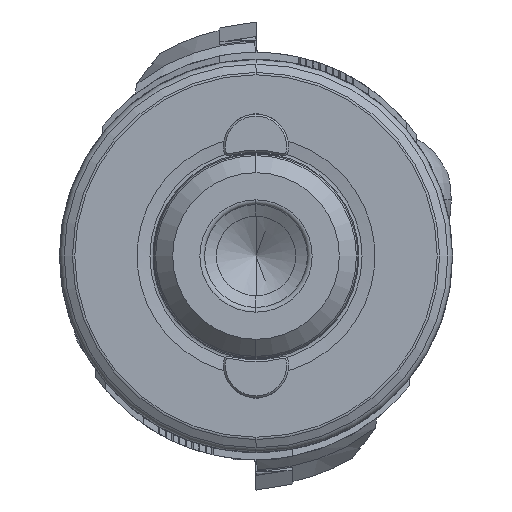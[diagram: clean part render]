
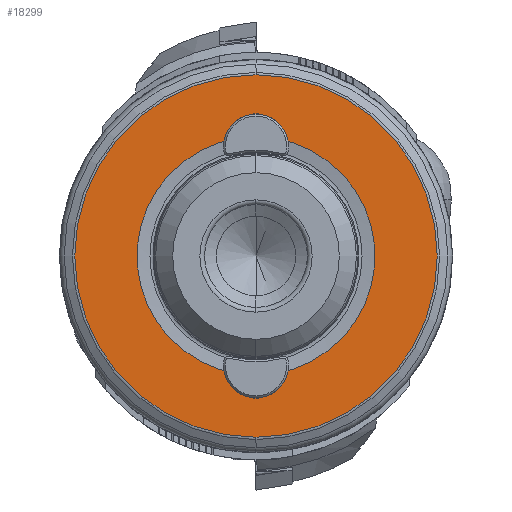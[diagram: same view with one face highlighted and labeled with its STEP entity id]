
A CAD part, left-side view. The second image highlights one B-rep face of the part: STEP entity #18299.
In plain terms, the highlighted planar face has unit normal (-1, 0, 0).
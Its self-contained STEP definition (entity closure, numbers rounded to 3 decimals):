
#589 = CIRCLE ( 'NONE', #19582, 12.715 ) ;
#844 = CARTESIAN_POINT ( 'NONE',  ( 0., 0., 13.2 ) ) ;
#1440 = EDGE_CURVE ( 'NONE', #7796, #14544, #2260, .T. ) ;
#1462 = ORIENTED_EDGE ( 'NONE', *, *, #5181, .F. ) ;
#1690 = EDGE_CURVE ( 'NONE', #2062, #7796, #15094, .T. ) ;
#1920 = CARTESIAN_POINT ( 'NONE',  ( 0., -1.899, -12.572 ) ) ;
#2062 = VERTEX_POINT ( 'NONE', #5506 ) ;
#2260 = CIRCLE ( 'NONE', #19780, 2. ) ;
#2359 = ORIENTED_EDGE ( 'NONE', *, *, #12381, .T. ) ;
#2611 = ORIENTED_EDGE ( 'NONE', *, *, #8870, .F. ) ;
#2683 = DIRECTION ( 'NONE',  ( 0., 0., 1. ) ) ;
#3236 = VERTEX_POINT ( 'NONE', #1920 ) ;
#3295 = AXIS2_PLACEMENT_3D ( 'NONE', #8470, #21665, #10399 ) ;
#3816 = DIRECTION ( 'NONE',  ( -1., 0., 0. ) ) ;
#3846 = VERTEX_POINT ( 'NONE', #13852 ) ;
#4656 = DIRECTION ( 'NONE',  ( -1., 0., 0. ) ) ;
#5039 = EDGE_LOOP ( 'NONE', ( #24086, #2611, #15153, #18105, #1462, #9488 ) ) ;
#5181 = EDGE_CURVE ( 'NONE', #14544, #3236, #17630, .T. ) ;
#5284 = ORIENTED_EDGE ( 'NONE', *, *, #14130, .T. ) ;
#5320 = CIRCLE ( 'NONE', #14324, 2. ) ;
#5506 = CARTESIAN_POINT ( 'NONE',  ( 0., 1.899, 12.572 ) ) ;
#5542 = DIRECTION ( 'NONE',  ( -1., 0., 0. ) ) ;
#5552 = FACE_BOUND ( 'NONE', #5039, .T. ) ;
#5585 = AXIS2_PLACEMENT_3D ( 'NONE', #5788, #5542, #5730 ) ;
#5730 = DIRECTION ( 'NONE',  ( 0., 0., 1. ) ) ;
#5788 = CARTESIAN_POINT ( 'NONE',  ( 0., 0., -13.2 ) ) ;
#5907 = CARTESIAN_POINT ( 'NONE',  ( 0., 1.899, -12.572 ) ) ;
#6378 = DIRECTION ( 'NONE',  ( 1., 0., 0. ) ) ;
#7380 = CIRCLE ( 'NONE', #3295, 19.366 ) ;
#7529 = DIRECTION ( 'NONE',  ( 0., 0., 1. ) ) ;
#7796 = VERTEX_POINT ( 'NONE', #5907 ) ;
#8357 = DIRECTION ( 'NONE',  ( -1., 0., 0. ) ) ;
#8470 = CARTESIAN_POINT ( 'NONE',  ( 0., 0., 0. ) ) ;
#8868 = CARTESIAN_POINT ( 'NONE',  ( 0., 0., 0. ) ) ;
#8870 = EDGE_CURVE ( 'NONE', #3846, #2062, #10771, .T. ) ;
#9419 = VERTEX_POINT ( 'NONE', #18849 ) ;
#9488 = ORIENTED_EDGE ( 'NONE', *, *, #1440, .F. ) ;
#10168 = DIRECTION ( 'NONE',  ( -1., 0., 0. ) ) ;
#10399 = DIRECTION ( 'NONE',  ( 0., 0., 1. ) ) ;
#10660 = FACE_OUTER_BOUND ( 'NONE', #11149, .T. ) ;
#10771 = CIRCLE ( 'NONE', #21793, 2. ) ;
#11149 = EDGE_LOOP ( 'NONE', ( #2359, #5284 ) ) ;
#11633 = CARTESIAN_POINT ( 'NONE',  ( 0., 0., -19.366 ) ) ;
#11716 = VERTEX_POINT ( 'NONE', #15951 ) ;
#12381 = EDGE_CURVE ( 'NONE', #9419, #23434, #7380, .T. ) ;
#13852 = CARTESIAN_POINT ( 'NONE',  ( 0., 0., 15.2 ) ) ;
#14112 = DIRECTION ( 'NONE',  ( -1., 0., 0. ) ) ;
#14130 = EDGE_CURVE ( 'NONE', #23434, #9419, #17177, .T. ) ;
#14324 = AXIS2_PLACEMENT_3D ( 'NONE', #844, #14112, #2683 ) ;
#14544 = VERTEX_POINT ( 'NONE', #22855 ) ;
#15094 = CIRCLE ( 'NONE', #22984, 12.715 ) ;
#15152 = EDGE_CURVE ( 'NONE', #11716, #3846, #5320, .T. ) ;
#15153 = ORIENTED_EDGE ( 'NONE', *, *, #15152, .F. ) ;
#15257 = CARTESIAN_POINT ( 'NONE',  ( 0., 0., 13.2 ) ) ;
#15951 = CARTESIAN_POINT ( 'NONE',  ( 0., -1.899, 12.572 ) ) ;
#16083 = CARTESIAN_POINT ( 'NONE',  ( 0., 0., 0. ) ) ;
#17148 = DIRECTION ( 'NONE',  ( 0., 0., 1. ) ) ;
#17177 = CIRCLE ( 'NONE', #20809, 19.366 ) ;
#17630 = CIRCLE ( 'NONE', #5585, 2. ) ;
#17801 = CARTESIAN_POINT ( 'NONE',  ( 0., 0., -12.715 ) ) ;
#17894 = DIRECTION ( 'NONE',  ( 0., 0., 1. ) ) ;
#17977 = DIRECTION ( 'NONE',  ( 0., 0., 1. ) ) ;
#18069 = DIRECTION ( 'NONE',  ( -1., 0., 0. ) ) ;
#18105 = ORIENTED_EDGE ( 'NONE', *, *, #18321, .F. ) ;
#18299 = ADVANCED_FACE ( 'NONE', ( #5552, #10660 ), #21459, .F. ) ;
#18321 = EDGE_CURVE ( 'NONE', #3236, #11716, #589, .T. ) ;
#18849 = CARTESIAN_POINT ( 'NONE',  ( 0., 0., 19.366 ) ) ;
#19058 = CARTESIAN_POINT ( 'NONE',  ( 0., 0., -13.2 ) ) ;
#19582 = AXIS2_PLACEMENT_3D ( 'NONE', #16083, #4656, #17977 ) ;
#19691 = DIRECTION ( 'NONE',  ( 0., 0., -1. ) ) ;
#19780 = AXIS2_PLACEMENT_3D ( 'NONE', #19058, #18069, #17894 ) ;
#20809 = AXIS2_PLACEMENT_3D ( 'NONE', #21462, #10168, #23282 ) ;
#20826 = AXIS2_PLACEMENT_3D ( 'NONE', #17801, #6378, #19691 ) ;
#21459 = PLANE ( 'NONE',  #20826 ) ;
#21462 = CARTESIAN_POINT ( 'NONE',  ( 0., 0., 0. ) ) ;
#21665 = DIRECTION ( 'NONE',  ( -1., 0., 0. ) ) ;
#21793 = AXIS2_PLACEMENT_3D ( 'NONE', #15257, #3816, #17148 ) ;
#22855 = CARTESIAN_POINT ( 'NONE',  ( 0., 0., -15.2 ) ) ;
#22984 = AXIS2_PLACEMENT_3D ( 'NONE', #8868, #8357, #7529 ) ;
#23282 = DIRECTION ( 'NONE',  ( 0., 0., 1. ) ) ;
#23434 = VERTEX_POINT ( 'NONE', #11633 ) ;
#24086 = ORIENTED_EDGE ( 'NONE', *, *, #1690, .F. ) ;
